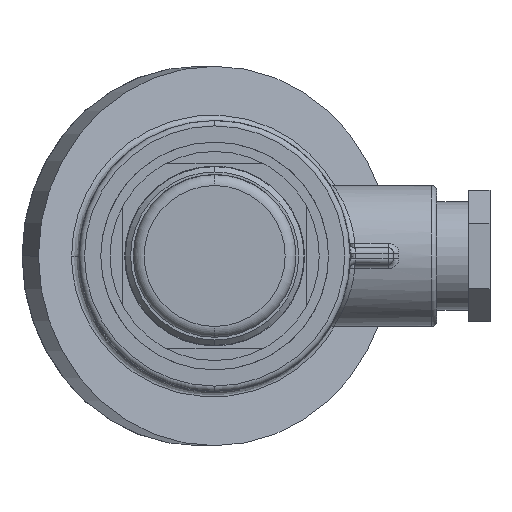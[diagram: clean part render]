
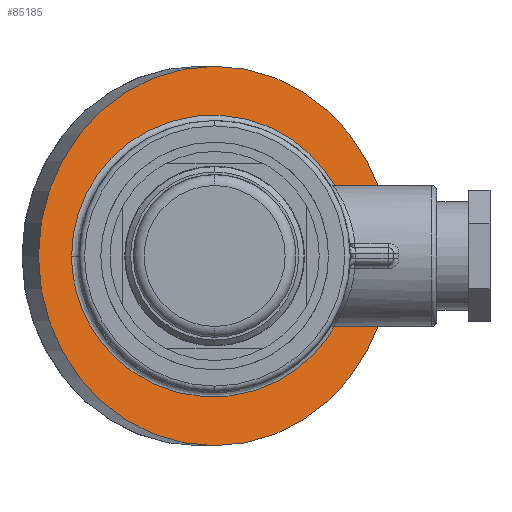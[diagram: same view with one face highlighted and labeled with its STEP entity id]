
A CAD part, front view. The second image highlights one B-rep face of the part: STEP entity #85185.
In plain terms, the highlighted planar face has unit normal (0.371, -0.928, 0).
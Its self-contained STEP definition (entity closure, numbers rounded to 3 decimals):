
#205 = ORIENTED_EDGE ( 'NONE', *, *, #50371, .F. ) ;
#3813 = ORIENTED_EDGE ( 'NONE', *, *, #37889, .T. ) ;
#4732 = CARTESIAN_POINT ( 'NONE',  ( 25.629, 76.251, 52. ) ) ;
#10377 = CARTESIAN_POINT ( 'NONE',  ( -32.497, 53.001, 0. ) ) ;
#10862 = VERTEX_POINT ( 'NONE', #10377 ) ;
#13801 = EDGE_CURVE ( 'NONE', #56826, #18180, #57776, .T. ) ;
#14180 = CARTESIAN_POINT ( 'NONE',  ( 32.497, 78.999, 0. ) ) ;
#14340 =( BOUNDED_CURVE ( )  B_SPLINE_CURVE ( 3, ( #51187, #50753, #4732, #71602 ),
 .UNSPECIFIED., .F., .T. ) 
 B_SPLINE_CURVE_WITH_KNOTS ( ( 4, 4 ),
 ( 3.142, 6.283 ),
 .UNSPECIFIED. ) 
 CURVE ( )  GEOMETRIC_REPRESENTATION_ITEM ( )  RATIONAL_B_SPLINE_CURVE ( ( 1., 0.333, 0.333, 1. ) ) 
 REPRESENTATION_ITEM ( '' )  );
#15300 = DIRECTION ( 'NONE',  ( -0.371, 0.928, 0. ) ) ;
#16240 = AXIS2_PLACEMENT_3D ( 'NONE', #30302, #15300, #36138 ) ;
#18180 = VERTEX_POINT ( 'NONE', #85498 ) ;
#21373 = CARTESIAN_POINT ( 'NONE',  ( -26.371, 55.451, 0. ) ) ;
#22884 = CIRCLE ( 'NONE', #65405, 35. ) ;
#23351 = DIRECTION ( 'NONE',  ( -0.928, -0.371, 0. ) ) ;
#23861 = CIRCLE ( 'NONE', #52197, 35. ) ;
#24811 = CARTESIAN_POINT ( 'NONE',  ( 25.629, 76.251, 0. ) ) ;
#30257 = ORIENTED_EDGE ( 'NONE', *, *, #13801, .T. ) ;
#30302 = CARTESIAN_POINT ( 'NONE',  ( 0., 66., 0. ) ) ;
#36138 = DIRECTION ( 'NONE',  ( -0.928, -0.371, 0. ) ) ;
#36565 = FACE_BOUND ( 'NONE', #66853, .T. ) ;
#37889 = EDGE_CURVE ( 'NONE', #18180, #56826, #14340, .T. ) ;
#40048 = CARTESIAN_POINT ( 'NONE',  ( -26.371, 55.451, -52. ) ) ;
#50371 = EDGE_CURVE ( 'NONE', #65104, #10862, #23861, .T. ) ;
#50753 = CARTESIAN_POINT ( 'NONE',  ( -26.371, 55.451, 52. ) ) ;
#51187 = CARTESIAN_POINT ( 'NONE',  ( -26.371, 55.451, 0. ) ) ;
#52197 = AXIS2_PLACEMENT_3D ( 'NONE', #56628, #84062, #23351 ) ;
#52369 = EDGE_CURVE ( 'NONE', #10862, #65104, #22884, .T. ) ;
#56628 = CARTESIAN_POINT ( 'NONE',  ( 0., 66., 0. ) ) ;
#56826 = VERTEX_POINT ( 'NONE', #24811 ) ;
#57776 =( BOUNDED_CURVE ( )  B_SPLINE_CURVE ( 3, ( #60847, #82103, #40048, #21373 ),
 .UNSPECIFIED., .F., .T. ) 
 B_SPLINE_CURVE_WITH_KNOTS ( ( 4, 4 ),
 ( 0., 3.142 ),
 .UNSPECIFIED. ) 
 CURVE ( )  GEOMETRIC_REPRESENTATION_ITEM ( )  RATIONAL_B_SPLINE_CURVE ( ( 1., 0.333, 0.333, 1. ) ) 
 REPRESENTATION_ITEM ( '' )  );
#60812 = EDGE_LOOP ( 'NONE', ( #78101, #205 ) ) ;
#60847 = CARTESIAN_POINT ( 'NONE',  ( 25.629, 76.251, 0. ) ) ;
#62320 = DIRECTION ( 'NONE',  ( -0.928, -0.371, 0. ) ) ;
#65104 = VERTEX_POINT ( 'NONE', #14180 ) ;
#65405 = AXIS2_PLACEMENT_3D ( 'NONE', #82249, #67692, #62320 ) ;
#66853 = EDGE_LOOP ( 'NONE', ( #30257, #3813 ) ) ;
#67692 = DIRECTION ( 'NONE',  ( -0.371, 0.928, 0. ) ) ;
#71602 = CARTESIAN_POINT ( 'NONE',  ( 25.629, 76.251, 0. ) ) ;
#76434 = FACE_OUTER_BOUND ( 'NONE', #60812, .T. ) ;
#78101 = ORIENTED_EDGE ( 'NONE', *, *, #52369, .F. ) ;
#82103 = CARTESIAN_POINT ( 'NONE',  ( 25.629, 76.251, -52. ) ) ;
#82249 = CARTESIAN_POINT ( 'NONE',  ( 0., 66., 0. ) ) ;
#82606 = PLANE ( 'NONE',  #16240 ) ;
#84062 = DIRECTION ( 'NONE',  ( -0.371, 0.928, 0. ) ) ;
#85185 = ADVANCED_FACE ( 'NONE', ( #36565, #76434 ), #82606, .F. ) ;
#85498 = CARTESIAN_POINT ( 'NONE',  ( -26.371, 55.451, 0. ) ) ;
